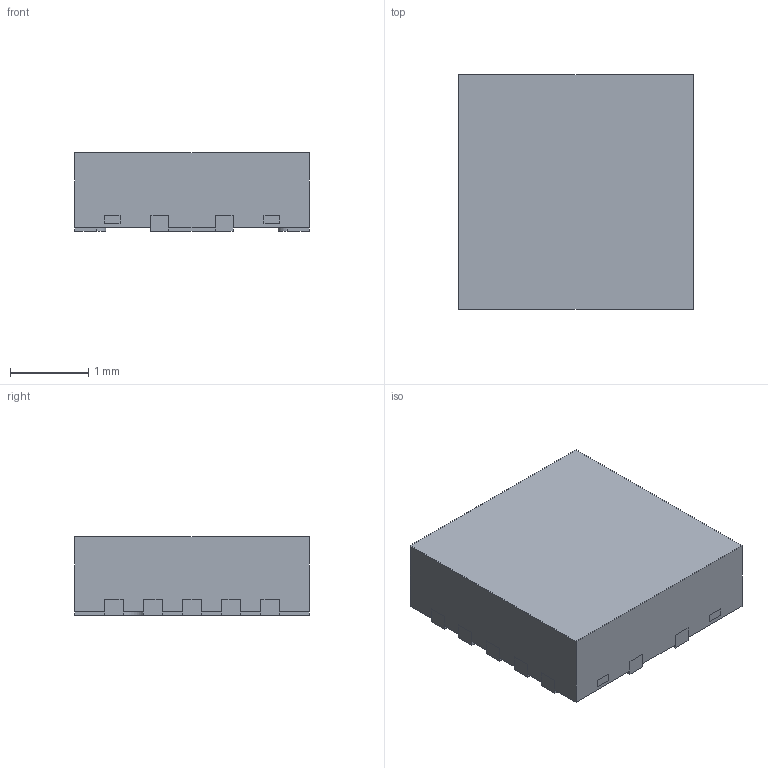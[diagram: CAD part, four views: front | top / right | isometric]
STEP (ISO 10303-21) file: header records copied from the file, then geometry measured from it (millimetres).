
FILE_DESCRIPTION((''),'2;1');
FILE_NAME('DRC0010D_ASM','2020-10-23T09:44:13',('a0414801'),(''),'CREO PARAMETRIC BY PTC INC, 2018500','CREO PARAMETRIC BY PTC INC, 2018500','');
FILE_SCHEMA(('AUTOMOTIVE_DESIGN { 1 0 10303 214 1 1 1 1 }'));
Length unit declared in the file: millimetre
Products named in the file (3): BODY-SON; FRAME-DRC0010D; DRC0010D_ASM
Assembly tree (2 placements, depth 2):
  DRC0010D_ASM
    BODY-SON
    FRAME-DRC0010D
Bounding box: 3 x 3 x 1 mm (x, y, z)
Volume: 8.7 mm3; surface area: 45.7 mm2
Topology: 16 solids, 16 shells, 204 faces, 504 edges, 336 vertices
Faces by surface type: plane 182, cylinder 22
Entity records: 7811 total; most frequent: CARTESIAN_POINT 1056, ORIENTED_EDGE 1008, DIRECTION 966, PRESENTATION_STYLE_ASSIGNMENT 531, STYLED_ITEM 520, CURVE_STYLE 504, EDGE_CURVE 504, VECTOR 460
